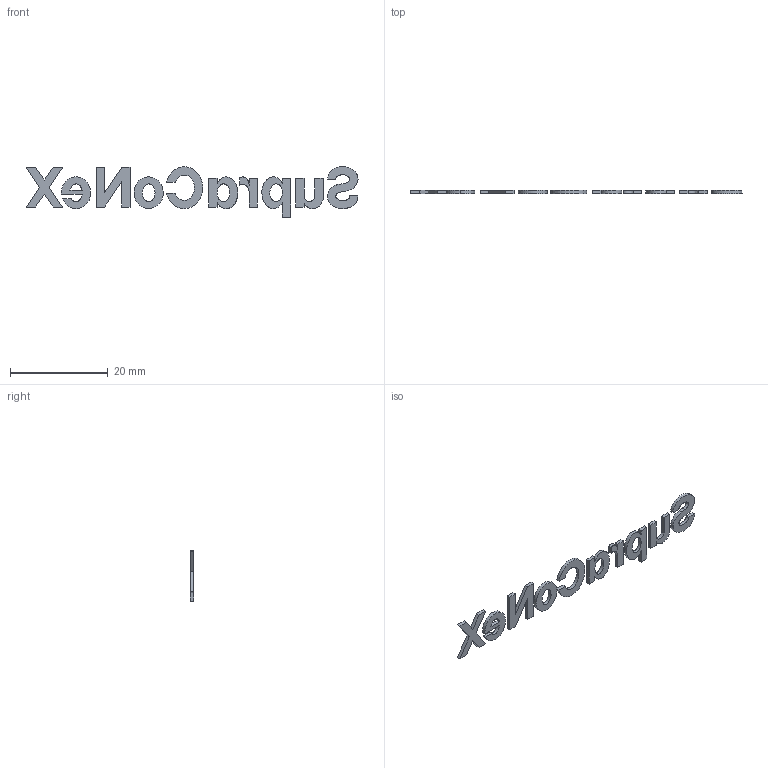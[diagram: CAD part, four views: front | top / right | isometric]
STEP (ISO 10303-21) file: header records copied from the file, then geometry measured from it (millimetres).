
FILE_DESCRIPTION(('HOOPS Exchange Step'),'2;1');
FILE_NAME('temp_export','2021-02-13T00:05:22-23:00',('mobile'),('Shapr3D Limited'),'HOOPS Exchange 2020.2','Shapr3D','Authorized');
FILE_SCHEMA( ('AP203_CONFIGURATION_CONTROLLED_3D_DESIGN_OF_MECHANICAL_PARTS_AND_ASSEMBLIES_MIM_LF') );
Length unit declared in the file: millimetre
Products named in the file (1): 11780F6D-40D3-4703-8825-90E2975E4EF3.tmp
Bounding box: 67.96 x 0.7 x 10.33 mm (x, y, z)
Volume: 185.2 mm3; surface area: 779.4 mm2
Topology: 10 solids, 10 shells, 97 faces, 231 edges, 154 vertices
Faces by surface type: plane 75, bspline 12, extrusion 10
Entity records: 3618 total; most frequent: CARTESIAN_POINT 1383, ORIENTED_EDGE 462, DIRECTION 409, EDGE_CURVE 231, VECTOR 197, LINE 187, VERTEX_POINT 154, AXIS2_PLACEMENT_3D 106
